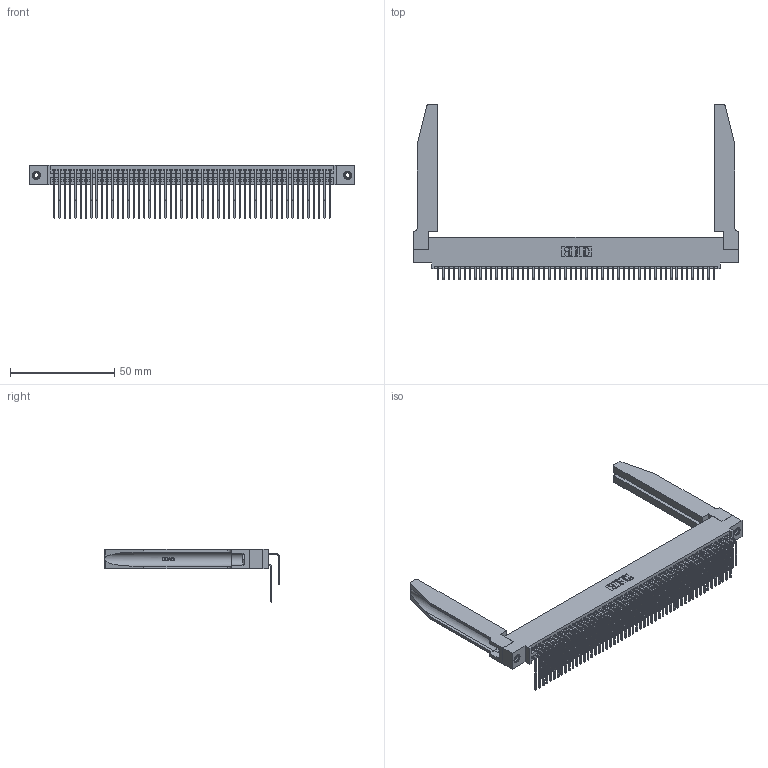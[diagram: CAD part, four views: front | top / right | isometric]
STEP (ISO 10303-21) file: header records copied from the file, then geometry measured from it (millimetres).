
FILE_DESCRIPTION (( 'STEP AP203' ), '1' );
FILE_NAME ('345-106-559-578.STEP', '2019-11-03T18:07:42', ( '' ), ( '' ), 'SwSTEP 2.0', 'SolidWorks 2016', '' );
FILE_SCHEMA (( 'CONFIG_CONTROL_DESIGN' ));
Length unit declared in the file: inch
Products named in the file (6): 345-250-001_345-250-001-102; 345 Part_0.110 Offset - 0.156 Dia-TH; 345-292-001_559 Tail - 2; 345-220-078_345-220-078; 345-292-001_558 559 Tail - 1; 345-106-559-578
Assembly tree (111 placements, depth 2):
  345-106-559-578
    345 Part_0.110 Offset - 0.156 Dia-TH
    345-292-001_558 559 Tail - 1  x53
    345-292-001_559 Tail - 2  x53
    345-250-001_345-250-001-102  x2
    345-220-078_345-220-078  x2
Bounding box: 155.85 x 84.32 x 25.53 mm (x, y, z)
Volume: 23550.5 mm3; surface area: 33345.4 mm2
Topology: 111 solids, 111 shells, 5876 faces, 17391 edges, 11442 vertices
Faces by surface type: plane 3936, cylinder 1888, bspline 36, cone 12, torus 4
Entity records: 46628 total; most frequent: CARTESIAN_POINT 8770, ORIENTED_EDGE 7550, DIRECTION 6685, EDGE_CURVE 3775, VECTOR 3297, LINE 3297, VERTEX_POINT 2508, AXIS2_PLACEMENT_3D 1694
